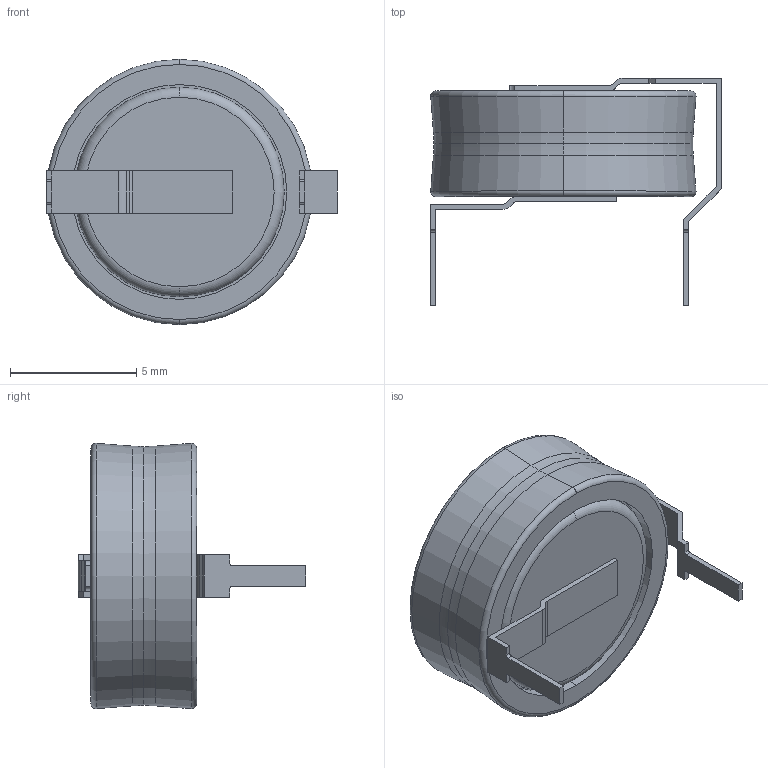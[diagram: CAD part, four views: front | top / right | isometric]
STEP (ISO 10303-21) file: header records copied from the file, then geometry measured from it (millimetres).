
FILE_DESCRIPTION (( 'STEP AP214' ), '1' );
FILE_NAME ('EEC-RG0V224H.STEP', '2018-03-01T13:27:23', ( '' ), ( '' ), 'SwSTEP 2.0', 'SolidWorks 2017', '' );
FILE_SCHEMA (( 'AUTOMOTIVE_DESIGN' ));
Length unit declared in the file: millimetre
Products named in the file (1): EEC-RG0V224H
Bounding box: 11.5 x 9 x 10.5 mm (x, y, z)
Volume: 356.8 mm3; surface area: 612.9 mm2
Topology: 4 solids, 4 shells, 84 faces, 208 edges, 134 vertices
Faces by surface type: plane 46, cylinder 22, torus 12, cone 4
Entity records: 2559 total; most frequent: DIRECTION 452, CARTESIAN_POINT 427, ORIENTED_EDGE 416, EDGE_CURVE 208, AXIS2_PLACEMENT_3D 159, VECTOR 134, LINE 134, VERTEX_POINT 134
